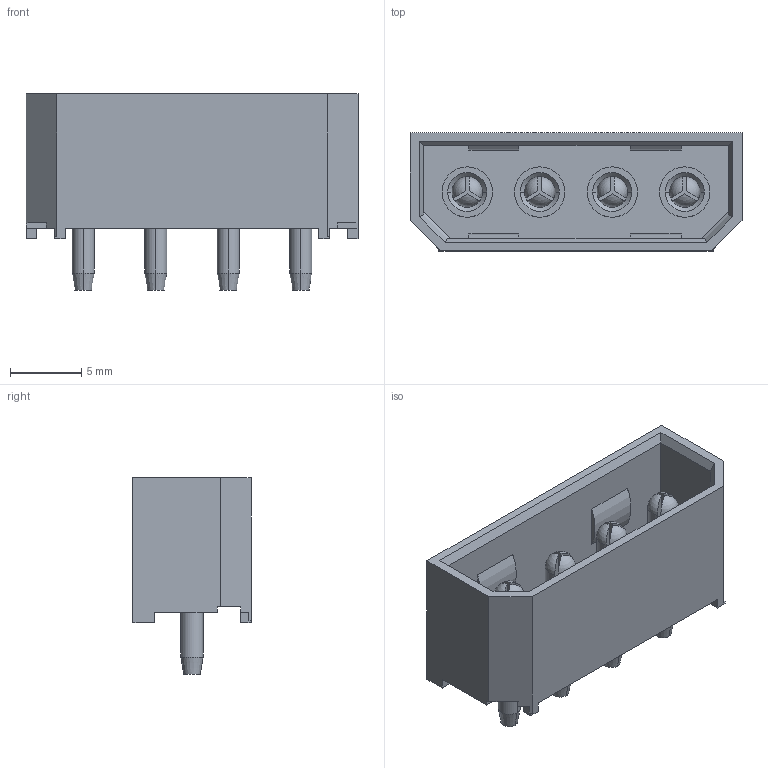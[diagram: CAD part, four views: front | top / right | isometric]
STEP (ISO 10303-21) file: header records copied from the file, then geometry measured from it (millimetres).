
FILE_DESCRIPTION((''),'2;1');
FILE_NAME('015244449','2015-07-09T',('me'),(''),'PRO/ENGINEER BY PARAMETRIC TECHNOLOGY CORPORATION, 2011490','PRO/ENGINEER BY PARAMETRIC TECHNOLOGY CORPORATION, 2011490','');
FILE_SCHEMA(('CONFIG_CONTROL_DESIGN'));
Length unit declared in the file: millimetre
Products named in the file (1): 015244449
Bounding box: 23.26 x 8.28 x 13.76 mm (x, y, z)
Volume: 814.3 mm3; surface area: 1708.7 mm2
Topology: 1 solids, 1 shells, 143 faces, 399 edges, 286 vertices
Faces by surface type: plane 87, cylinder 28, cone 16, sphere 12
Entity records: 4618 total; most frequent: DIRECTION 823, CARTESIAN_POINT 785, ORIENTED_EDGE 732, EDGE_CURVE 366, AXIS2_PLACEMENT_3D 280, VECTOR 263, LINE 263, VERTEX_POINT 242
